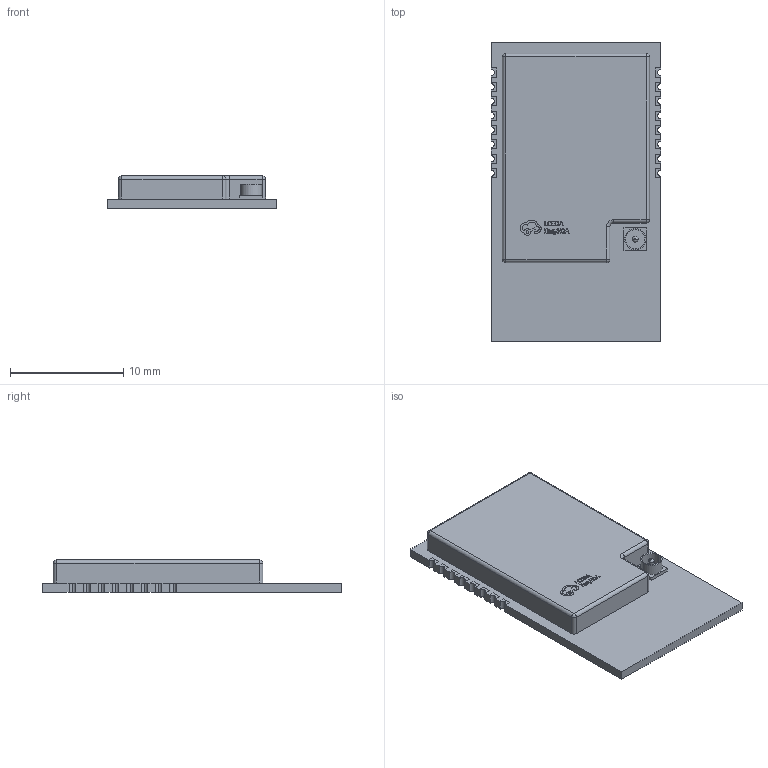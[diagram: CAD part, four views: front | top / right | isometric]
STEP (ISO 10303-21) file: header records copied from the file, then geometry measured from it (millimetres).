
FILE_DESCRIPTION (( 'STEP AP214' ), '1' );
FILE_NAME ('WIRELM-SMD_L26.5-W15.0-H2.9-E28-2G4M2XS.step', '2022-07-15T13:53:07', ( '' ), ( '' ), 'SwSTEP 2.0', 'SolidWorks 2020', '' );
FILE_SCHEMA (( 'AUTOMOTIVE_DESIGN' ));
Length unit declared in the file: millimetre
Products named in the file (1): WIRELM-SMD_L26.5-W15.0-H2.9-E28-2G4M2XS
Bounding box: 15 x 26.5 x 2.85 mm (x, y, z)
Volume: 785 mm3; surface area: 999.2 mm2
Topology: 14 solids, 14 shells, 357 faces, 1053 edges, 731 vertices
Faces by surface type: plane 209, bspline 98, cylinder 42, sphere 5, torus 3
Entity records: 16709 total; most frequent: CARTESIAN_POINT 3639, ORIENTED_EDGE 2096, DIRECTION 1443, EDGE_CURVE 1048, VECTOR 745, LINE 745, VERTEX_POINT 731, EDGE_LOOP 381
